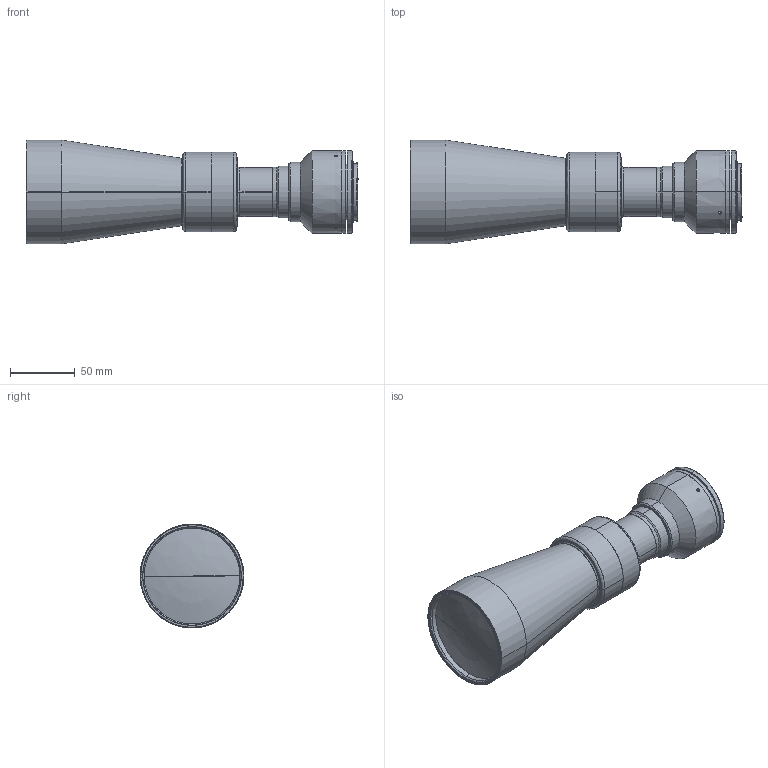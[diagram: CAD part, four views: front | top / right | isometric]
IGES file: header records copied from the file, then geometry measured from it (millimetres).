
Start section: SolidWorks IGES file using analytic representation for surfaces
Global section: file name: TC4M056HR-F.IGS; native system: SolidWorks 2013; preprocessor: SolidWorks 2013; author: piermario; date: 140604.095257; units: millimetre
Bounding box: 256.01 x 80 x 80 mm (x, y, z)
Surface area: 77007.1 mm2 (no closed solid volume)
Topology: 0 solids, 0 shells, 121 faces, 2781 edges, 2780 vertices
Faces by surface type: revolution 79, bspline 42
